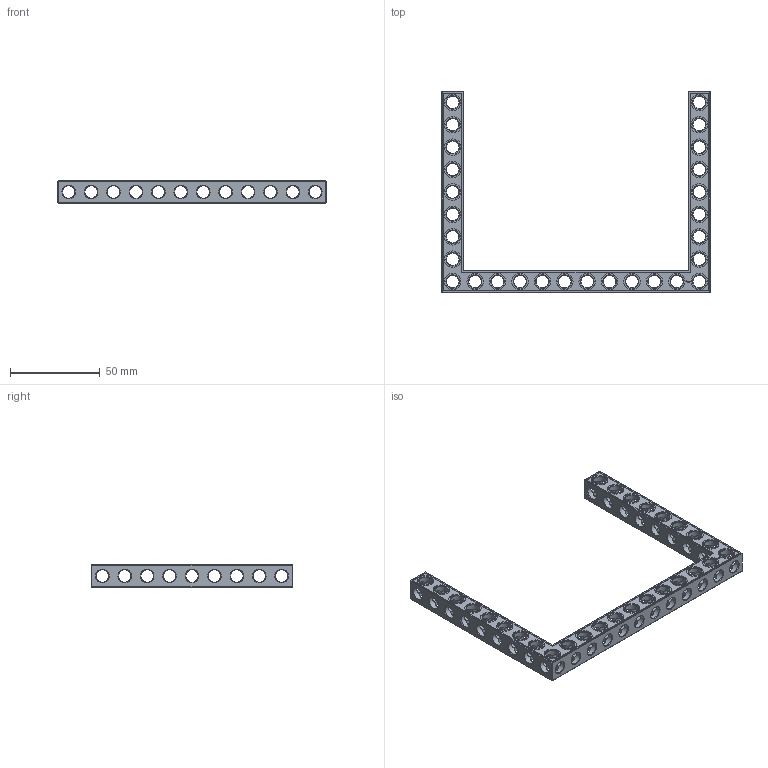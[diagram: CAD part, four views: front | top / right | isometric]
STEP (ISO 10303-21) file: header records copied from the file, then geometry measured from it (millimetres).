
FILE_DESCRIPTION(('FreeCAD Model'),'2;1');
FILE_NAME('Open CASCADE Shape Model','2022-02-26T15:54:17',('Author'),( ''),'Open CASCADE STEP processor 7.5','FreeCAD','Unknown');
FILE_SCHEMA(('AUTOMOTIVE_DESIGN { 1 0 10303 214 1 1 1 1 }'));
Products named in the file (1): Beam AGD ESS USH SYM BU12x09x01 - SPN-BEM-0487 (stemfie.org)
Bounding box: 150 x 112.5 x 12.5 mm (x, y, z)
Volume: 27356.6 mm3; surface area: 24485.8 mm2
Topology: 1 solids, 1 shells, 826 faces, 2476 edges, 1603 vertices
Faces by surface type: plane 409, cylinder 169, extrusion 134, cone 114
Full cylindrical faces by diameter (mm): 6.98 x20, 7 x121, 9.2 x28
Entity records: 146262 total; most frequent: CARTESIAN_POINT 99689, DIRECTION 7642, ORIENTED_EDGE 4952, PCURVE 4952, DEFINITIONAL_REPRESENTATION 4952, VECTOR 4912, LINE 4778, EDGE_CURVE 2476
